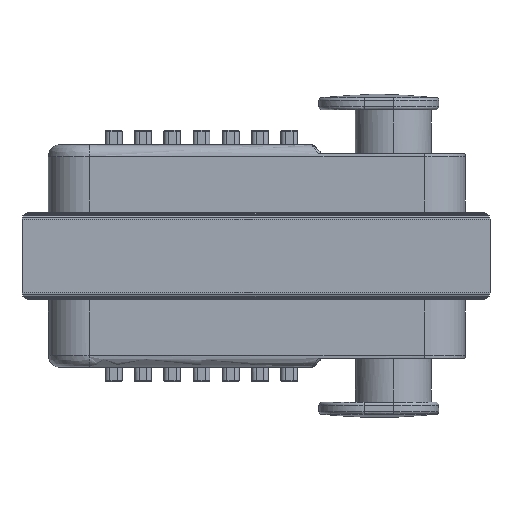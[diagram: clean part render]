
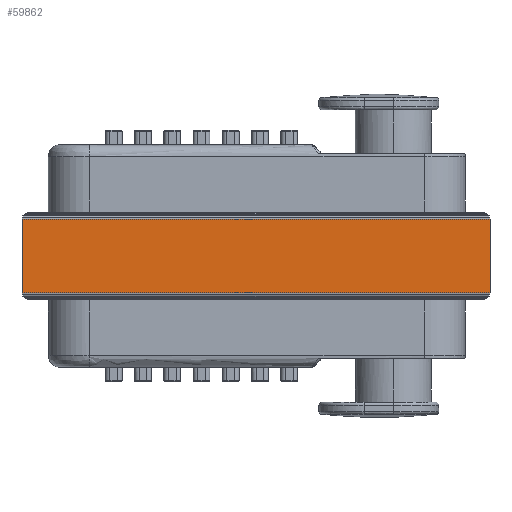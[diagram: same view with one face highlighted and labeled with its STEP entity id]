
A CAD part, left-side view. The second image highlights one B-rep face of the part: STEP entity #59862.
In plain terms, the highlighted planar face has unit normal (-1, 0, 0).
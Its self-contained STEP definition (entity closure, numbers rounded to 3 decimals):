
#2167 = CARTESIAN_POINT ( 'NONE',  ( -70., 160., -12.5 ) ) ;
#2529 = ORIENTED_EDGE ( 'NONE', *, *, #6929, .F. ) ;
#3061 = DIRECTION ( 'NONE',  ( 1., 0., 0. ) ) ;
#3718 = CARTESIAN_POINT ( 'NONE',  ( -70., 0., 12.5 ) ) ;
#3749 = DIRECTION ( 'NONE',  ( 0., 1., 0. ) ) ;
#3965 = AXIS2_PLACEMENT_3D ( 'NONE', #3718, #3061, #18022 ) ;
#6409 = VERTEX_POINT ( 'NONE', #2167 ) ;
#6929 = EDGE_CURVE ( 'NONE', #50354, #38047, #28780, .T. ) ;
#7835 = ORIENTED_EDGE ( 'NONE', *, *, #39504, .T. ) ;
#13000 = CARTESIAN_POINT ( 'NONE',  ( -70., 0., -12.5 ) ) ;
#14551 = CARTESIAN_POINT ( 'NONE',  ( -70., 0., -12.5 ) ) ;
#17629 = CARTESIAN_POINT ( 'NONE',  ( -70., 160., 12.5 ) ) ;
#18022 = DIRECTION ( 'NONE',  ( 0., 0., -1. ) ) ;
#18344 = PLANE ( 'NONE',  #3965 ) ;
#19820 = VECTOR ( 'NONE', #64529, 1000. ) ;
#21624 = CARTESIAN_POINT ( 'NONE',  ( -70., 0., 12.5 ) ) ;
#25035 = VECTOR ( 'NONE', #63264, 1000. ) ;
#25163 = VERTEX_POINT ( 'NONE', #17629 ) ;
#28780 = LINE ( 'NONE', #43060, #25035 ) ;
#30093 = LINE ( 'NONE', #39385, #19820 ) ;
#30560 = VECTOR ( 'NONE', #53438, 1000. ) ;
#33839 = EDGE_LOOP ( 'NONE', ( #39685, #2529, #7835, #61578 ) ) ;
#37951 = FACE_OUTER_BOUND ( 'NONE', #33839, .T. ) ;
#38047 = VERTEX_POINT ( 'NONE', #14551 ) ;
#39385 = CARTESIAN_POINT ( 'NONE',  ( -70., 160., 12.5 ) ) ;
#39504 = EDGE_CURVE ( 'NONE', #50354, #25163, #59787, .T. ) ;
#39685 = ORIENTED_EDGE ( 'NONE', *, *, #47129, .F. ) ;
#42204 = VECTOR ( 'NONE', #3749, 1000. ) ;
#43060 = CARTESIAN_POINT ( 'NONE',  ( -70., 0., 12.5 ) ) ;
#43563 = CARTESIAN_POINT ( 'NONE',  ( -70., 0., 12.5 ) ) ;
#47129 = EDGE_CURVE ( 'NONE', #38047, #6409, #64676, .T. ) ;
#48758 = EDGE_CURVE ( 'NONE', #25163, #6409, #30093, .T. ) ;
#50354 = VERTEX_POINT ( 'NONE', #21624 ) ;
#53438 = DIRECTION ( 'NONE',  ( 0., 1., 0. ) ) ;
#59787 = LINE ( 'NONE', #43563, #42204 ) ;
#59862 = ADVANCED_FACE ( 'NONE', ( #37951 ), #18344, .F. ) ;
#61578 = ORIENTED_EDGE ( 'NONE', *, *, #48758, .T. ) ;
#63264 = DIRECTION ( 'NONE',  ( 0., 0., -1. ) ) ;
#64529 = DIRECTION ( 'NONE',  ( 0., 0., -1. ) ) ;
#64676 = LINE ( 'NONE', #13000, #30560 ) ;
